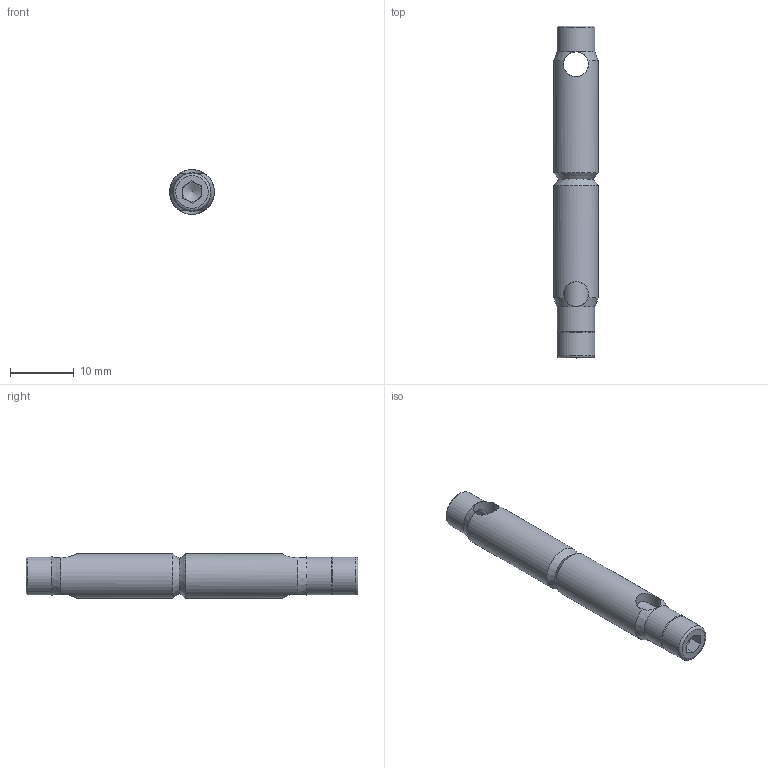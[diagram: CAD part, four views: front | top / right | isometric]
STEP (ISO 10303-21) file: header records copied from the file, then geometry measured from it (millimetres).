
FILE_DESCRIPTION(/* description */ (' KriTec Automatik-Stoßverbindungssatz 5, verzinkt'),/* implementation_level */ '2;1');
FILE_NAME(/* name */ '13219_KriTec_Automatik-Stossverbindungssatz_5_verzinkt.stp',/* time_stamp */ '2019-09-03T16:42:58+02:00',/* author */ ('jendrek'),/* organization */ (''),/* preprocessor_version */ 'ST-DEVELOPER v17',/* originating_system */ 'Autodesk Inventor 2018',/* authorisation */ '');
FILE_SCHEMA (('AUTOMOTIVE_DESIGN { 1 0 10303 214 3 1 1 }'));
Length unit declared in the file: millimetre
Products named in the file (4): 13219; 13219_1; 13219_2; 13219_3
Assembly tree (3 placements, depth 2):
  13219
    13219_1
    13219_2
    13219_3
Bounding box: 7 x 52 x 7 mm (x, y, z)
Volume: 1614.3 mm3; surface area: 2397.3 mm2
Topology: 3 solids, 3 shells, 139 faces, 448 edges, 312 vertices
Faces by surface type: cone 62, plane 38, torus 27, cylinder 12
Full cylindrical faces by diameter (mm): 3.3 x2, 3.9 x3, 4 x2, 5.9 x1, 5.95 x2, 7 x2
Entity records: 5995 total; most frequent: CARTESIAN_POINT 1589, DIRECTION 981, ORIENTED_EDGE 894, EDGE_CURVE 447, AXIS2_PLACEMENT_3D 426, VERTEX_POINT 312, CIRCLE 279, EDGE_LOOP 149
